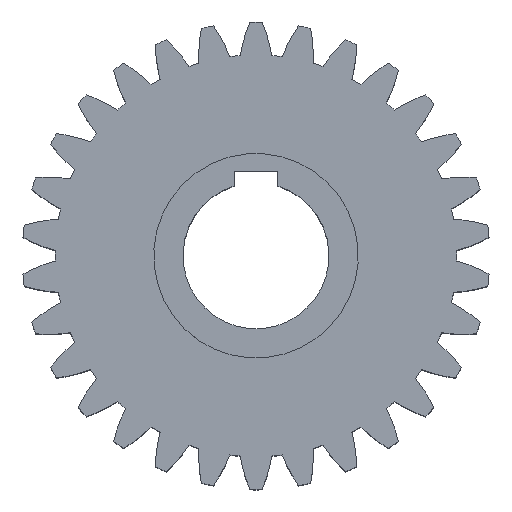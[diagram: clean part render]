
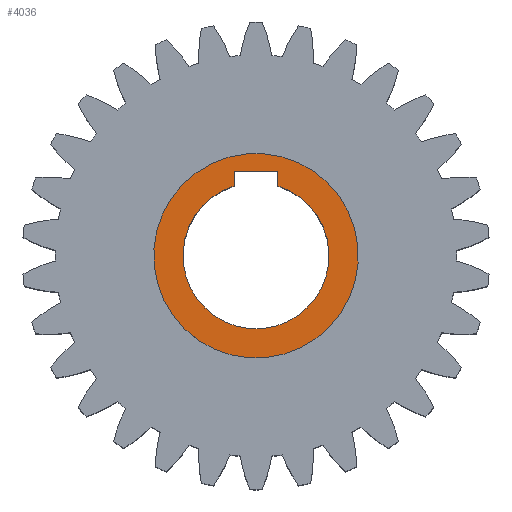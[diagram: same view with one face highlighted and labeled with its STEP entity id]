
A CAD part, top view. The second image highlights one B-rep face of the part: STEP entity #4036.
In plain terms, the highlighted planar face has unit normal (0, 0, 1).
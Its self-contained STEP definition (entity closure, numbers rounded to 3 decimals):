
#88=CARTESIAN_POINT('',(3.,9.539,37.));
#89=VERTEX_POINT('',#88);
#96=CARTESIAN_POINT('',(-3.,9.539,37.));
#97=VERTEX_POINT('',#96);
#98=CARTESIAN_POINT('',(0.,0.,37.));
#99=DIRECTION('',(-0.3,0.954,0.));
#100=DIRECTION('',(0.,0.,1.));
#101=AXIS2_PLACEMENT_3D('',#98,#100,#99);
#102=CIRCLE('',#101,10.);
#103=EDGE_CURVE('',#97,#89,#102,.T.);
#127=CARTESIAN_POINT('',(3.,11.6,37.));
#128=VERTEX_POINT('',#127);
#135=CARTESIAN_POINT('',(3.,9.539,37.));
#136=DIRECTION('',(0.,1.,0.));
#137=VECTOR('',#136,2.061);
#138=LINE('',#135,#137);
#139=EDGE_CURVE('',#89,#128,#138,.T.);
#158=CARTESIAN_POINT('',(-3.,11.6,37.));
#159=VERTEX_POINT('',#158);
#166=CARTESIAN_POINT('',(3.,11.6,37.));
#167=DIRECTION('',(-1.,0.,0.));
#168=VECTOR('',#167,6.);
#169=LINE('',#166,#168);
#170=EDGE_CURVE('',#128,#159,#169,.T.);
#188=CARTESIAN_POINT('',(-3.,11.6,37.));
#189=DIRECTION('',(0.,-1.,0.));
#190=VECTOR('',#189,2.061);
#191=LINE('',#188,#190);
#192=EDGE_CURVE('',#159,#97,#191,.T.);
#214=CARTESIAN_POINT('',(-13.964,1.,37.));
#215=VERTEX_POINT('',#214);
#222=CARTESIAN_POINT('',(13.964,-1.,37.));
#223=VERTEX_POINT('',#222);
#224=CARTESIAN_POINT('',(0.,0.,37.));
#225=DIRECTION('',(-0.997,0.071,0.));
#226=DIRECTION('',(0.,0.,-1.));
#227=AXIS2_PLACEMENT_3D('',#224,#226,#225);
#228=CIRCLE('',#227,14.);
#229=EDGE_CURVE('',#215,#223,#228,.T.);
#231=CARTESIAN_POINT('',(0.,0.,37.));
#232=DIRECTION('',(0.997,-0.071,0.));
#233=DIRECTION('',(-0.,0.,-1.));
#234=AXIS2_PLACEMENT_3D('',#231,#233,#232);
#235=CIRCLE('',#234,14.);
#236=EDGE_CURVE('',#223,#215,#235,.T.);
#4021=CARTESIAN_POINT('',(0.,0.,37.));
#4022=DIRECTION('',(-1.,0.,0.));
#4023=DIRECTION('',(0.,0.,-1.));
#4024=AXIS2_PLACEMENT_3D('',#4021,#4023,#4022);
#4025=PLANE('',#4024);
#4026=ORIENTED_EDGE('',*,*,#229,.T.);
#4027=ORIENTED_EDGE('',*,*,#236,.T.);
#4028=EDGE_LOOP('',(#4026,#4027));
#4029=FACE_OUTER_BOUND('',#4028,.F.);
#4030=ORIENTED_EDGE('',*,*,#170,.T.);
#4031=ORIENTED_EDGE('',*,*,#192,.T.);
#4032=ORIENTED_EDGE('',*,*,#103,.T.);
#4033=ORIENTED_EDGE('',*,*,#139,.T.);
#4034=EDGE_LOOP('',(#4030,#4031,#4032,#4033));
#4035=FACE_BOUND('',#4034,.F.);
#4036=ADVANCED_FACE('F110',(#4029,#4035),#4025,.F.);
